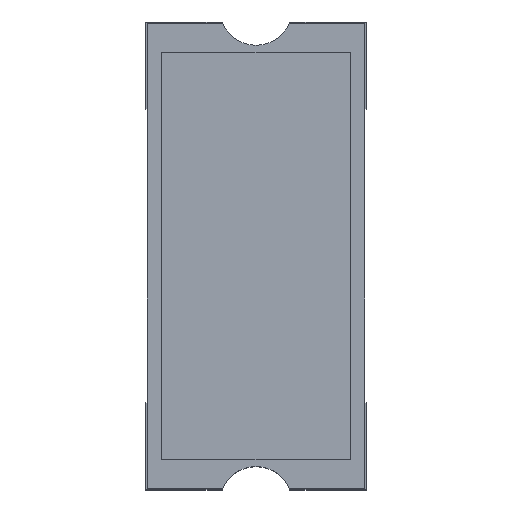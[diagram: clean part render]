
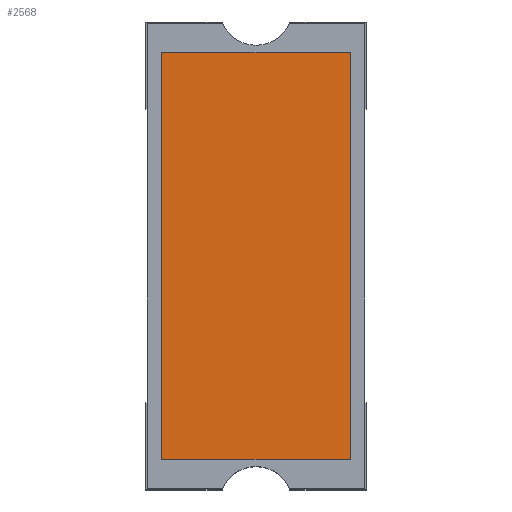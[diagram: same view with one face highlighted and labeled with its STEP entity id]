
A CAD part, top view. The second image highlights one B-rep face of the part: STEP entity #2568.
In plain terms, the highlighted planar face has unit normal (0, 0, 1).
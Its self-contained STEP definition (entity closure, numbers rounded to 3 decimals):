
#1177 = PLANE('',#1178);
#1178 = AXIS2_PLACEMENT_3D('',#1179,#1180,#1181);
#1179 = CARTESIAN_POINT('',(-0.65,-1.4,0.6));
#1180 = DIRECTION('',(0.,-1.,0.));
#1181 = DIRECTION('',(0.,0.,1.));
#1205 = PLANE('',#1206);
#1206 = AXIS2_PLACEMENT_3D('',#1207,#1208,#1209);
#1207 = CARTESIAN_POINT('',(-0.65,1.4,0.6));
#1208 = DIRECTION('',(1.,0.,0.));
#1209 = DIRECTION('',(0.,0.,1.));
#1233 = PLANE('',#1234);
#1234 = AXIS2_PLACEMENT_3D('',#1235,#1236,#1237);
#1235 = CARTESIAN_POINT('',(-0.65,1.4,0.6));
#1236 = DIRECTION('',(0.,-1.,0.));
#1237 = DIRECTION('',(0.,0.,1.));
#1259 = PLANE('',#1260);
#1260 = AXIS2_PLACEMENT_3D('',#1261,#1262,#1263);
#1261 = CARTESIAN_POINT('',(0.65,1.4,0.6));
#1262 = DIRECTION('',(1.,0.,0.));
#1263 = DIRECTION('',(0.,0.,1.));
#1989 = VERTEX_POINT('',#1990);
#1990 = CARTESIAN_POINT('',(-0.65,-1.4,0.9));
#2013 = VERTEX_POINT('',#2014);
#2014 = CARTESIAN_POINT('',(0.65,-1.4,0.9));
#2035 = EDGE_CURVE('',#1989,#2013,#2036,.T.);
#2036 = SURFACE_CURVE('',#2037,(#2041,#2048),.PCURVE_S1.);
#2037 = LINE('',#2038,#2039);
#2038 = CARTESIAN_POINT('',(-0.65,-1.4,0.9));
#2039 = VECTOR('',#2040,1.);
#2040 = DIRECTION('',(1.,0.,0.));
#2041 = PCURVE('',#1177,#2042);
#2042 = DEFINITIONAL_REPRESENTATION('',(#2043),#2047);
#2043 = LINE('',#2044,#2045);
#2044 = CARTESIAN_POINT('',(0.3,0.));
#2045 = VECTOR('',#2046,1.);
#2046 = DIRECTION('',(0.,-1.));
#2047 = ( GEOMETRIC_REPRESENTATION_CONTEXT(2) 
PARAMETRIC_REPRESENTATION_CONTEXT() REPRESENTATION_CONTEXT('2D SPACE',''
  ) );
#2048 = PCURVE('',#2049,#2054);
#2049 = PLANE('',#2050);
#2050 = AXIS2_PLACEMENT_3D('',#2051,#2052,#2053);
#2051 = CARTESIAN_POINT('',(-0.65,1.4,0.9));
#2052 = DIRECTION('',(0.,0.,1.));
#2053 = DIRECTION('',(0.,-1.,0.));
#2054 = DEFINITIONAL_REPRESENTATION('',(#2055),#2059);
#2055 = LINE('',#2056,#2057);
#2056 = CARTESIAN_POINT('',(2.8,0.));
#2057 = VECTOR('',#2058,1.);
#2058 = DIRECTION('',(0.,1.));
#2059 = ( GEOMETRIC_REPRESENTATION_CONTEXT(2) 
PARAMETRIC_REPRESENTATION_CONTEXT() REPRESENTATION_CONTEXT('2D SPACE',''
  ) );
#2066 = VERTEX_POINT('',#2067);
#2067 = CARTESIAN_POINT('',(0.65,1.4,0.9));
#2088 = EDGE_CURVE('',#2066,#2013,#2089,.T.);
#2089 = SURFACE_CURVE('',#2090,(#2094,#2101),.PCURVE_S1.);
#2090 = LINE('',#2091,#2092);
#2091 = CARTESIAN_POINT('',(0.65,1.4,0.9));
#2092 = VECTOR('',#2093,1.);
#2093 = DIRECTION('',(0.,-1.,0.));
#2094 = PCURVE('',#1259,#2095);
#2095 = DEFINITIONAL_REPRESENTATION('',(#2096),#2100);
#2096 = LINE('',#2097,#2098);
#2097 = CARTESIAN_POINT('',(0.3,0.));
#2098 = VECTOR('',#2099,1.);
#2099 = DIRECTION('',(0.,1.));
#2100 = ( GEOMETRIC_REPRESENTATION_CONTEXT(2) 
PARAMETRIC_REPRESENTATION_CONTEXT() REPRESENTATION_CONTEXT('2D SPACE',''
  ) );
#2101 = PCURVE('',#2049,#2102);
#2102 = DEFINITIONAL_REPRESENTATION('',(#2103),#2107);
#2103 = LINE('',#2104,#2105);
#2104 = CARTESIAN_POINT('',(0.,1.3));
#2105 = VECTOR('',#2106,1.);
#2106 = DIRECTION('',(1.,0.));
#2107 = ( GEOMETRIC_REPRESENTATION_CONTEXT(2) 
PARAMETRIC_REPRESENTATION_CONTEXT() REPRESENTATION_CONTEXT('2D SPACE',''
  ) );
#2115 = VERTEX_POINT('',#2116);
#2116 = CARTESIAN_POINT('',(-0.65,1.4,0.9));
#2137 = EDGE_CURVE('',#2115,#1989,#2138,.T.);
#2138 = SURFACE_CURVE('',#2139,(#2143,#2150),.PCURVE_S1.);
#2139 = LINE('',#2140,#2141);
#2140 = CARTESIAN_POINT('',(-0.65,1.4,0.9));
#2141 = VECTOR('',#2142,1.);
#2142 = DIRECTION('',(0.,-1.,0.));
#2143 = PCURVE('',#1205,#2144);
#2144 = DEFINITIONAL_REPRESENTATION('',(#2145),#2149);
#2145 = LINE('',#2146,#2147);
#2146 = CARTESIAN_POINT('',(0.3,0.));
#2147 = VECTOR('',#2148,1.);
#2148 = DIRECTION('',(0.,1.));
#2149 = ( GEOMETRIC_REPRESENTATION_CONTEXT(2) 
PARAMETRIC_REPRESENTATION_CONTEXT() REPRESENTATION_CONTEXT('2D SPACE',''
  ) );
#2150 = PCURVE('',#2049,#2151);
#2151 = DEFINITIONAL_REPRESENTATION('',(#2152),#2156);
#2152 = LINE('',#2153,#2154);
#2153 = CARTESIAN_POINT('',(0.,0.));
#2154 = VECTOR('',#2155,1.);
#2155 = DIRECTION('',(1.,0.));
#2156 = ( GEOMETRIC_REPRESENTATION_CONTEXT(2) 
PARAMETRIC_REPRESENTATION_CONTEXT() REPRESENTATION_CONTEXT('2D SPACE',''
  ) );
#2165 = EDGE_CURVE('',#2115,#2066,#2166,.T.);
#2166 = SURFACE_CURVE('',#2167,(#2171,#2178),.PCURVE_S1.);
#2167 = LINE('',#2168,#2169);
#2168 = CARTESIAN_POINT('',(-0.65,1.4,0.9));
#2169 = VECTOR('',#2170,1.);
#2170 = DIRECTION('',(1.,0.,0.));
#2171 = PCURVE('',#1233,#2172);
#2172 = DEFINITIONAL_REPRESENTATION('',(#2173),#2177);
#2173 = LINE('',#2174,#2175);
#2174 = CARTESIAN_POINT('',(0.3,0.));
#2175 = VECTOR('',#2176,1.);
#2176 = DIRECTION('',(0.,-1.));
#2177 = ( GEOMETRIC_REPRESENTATION_CONTEXT(2) 
PARAMETRIC_REPRESENTATION_CONTEXT() REPRESENTATION_CONTEXT('2D SPACE',''
  ) );
#2178 = PCURVE('',#2049,#2179);
#2179 = DEFINITIONAL_REPRESENTATION('',(#2180),#2184);
#2180 = LINE('',#2181,#2182);
#2181 = CARTESIAN_POINT('',(0.,0.));
#2182 = VECTOR('',#2183,1.);
#2183 = DIRECTION('',(0.,1.));
#2184 = ( GEOMETRIC_REPRESENTATION_CONTEXT(2) 
PARAMETRIC_REPRESENTATION_CONTEXT() REPRESENTATION_CONTEXT('2D SPACE',''
  ) );
#2568 = ADVANCED_FACE('',(#2569),#2049,.T.);
#2569 = FACE_BOUND('',#2570,.T.);
#2570 = EDGE_LOOP('',(#2571,#2572,#2573,#2574));
#2571 = ORIENTED_EDGE('',*,*,#2165,.F.);
#2572 = ORIENTED_EDGE('',*,*,#2137,.T.);
#2573 = ORIENTED_EDGE('',*,*,#2035,.T.);
#2574 = ORIENTED_EDGE('',*,*,#2088,.F.);
